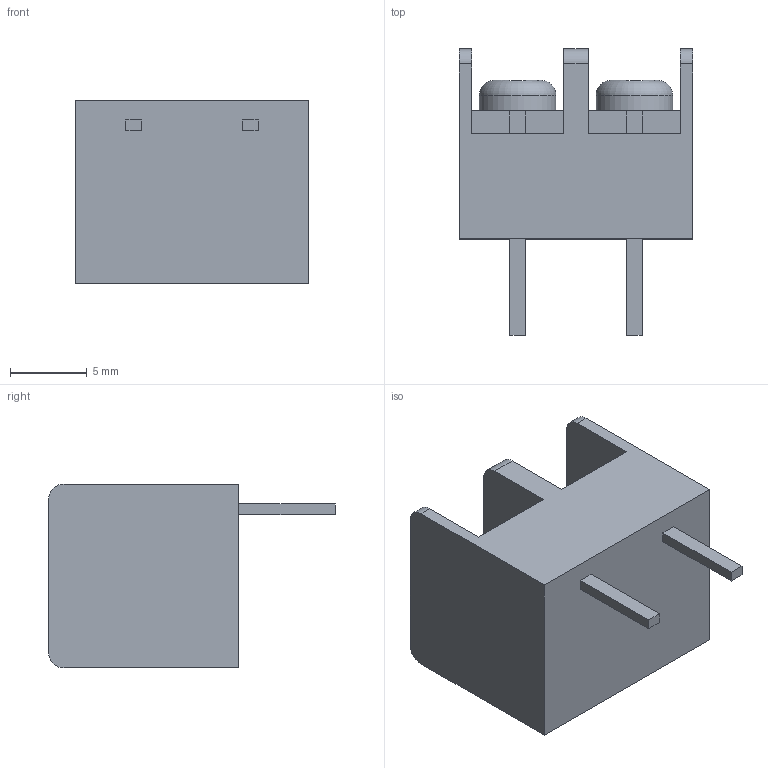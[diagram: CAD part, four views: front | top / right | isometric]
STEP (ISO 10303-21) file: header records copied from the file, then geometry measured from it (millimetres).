
FILE_DESCRIPTION (( 'STEP AP214' ), '1' );
FILE_NAME ('KF7_62-2P.STEP', '2019-08-08T03:01:23', ( '' ), ( '' ), 'SwSTEP 2.0', 'SolidWorks 2016', '' );
FILE_SCHEMA (( 'AUTOMOTIVE_DESIGN' ));
Length unit declared in the file: millimetre
Products named in the file (1): KF7_62-2P
Bounding box: 15.24 x 18.7 x 12 mm (x, y, z)
Volume: 1646.5 mm3; surface area: 1292.2 mm2
Topology: 1 solids, 1 shells, 88 faces, 242 edges, 160 vertices
Faces by surface type: plane 74, cylinder 10, torus 4
Entity records: 3578 total; most frequent: CARTESIAN_POINT 599, ORIENTED_EDGE 484, DIRECTION 424, EDGE_CURVE 242, LINE 182, VECTOR 182, VERTEX_POINT 160, AXIS2_PLACEMENT_3D 121
